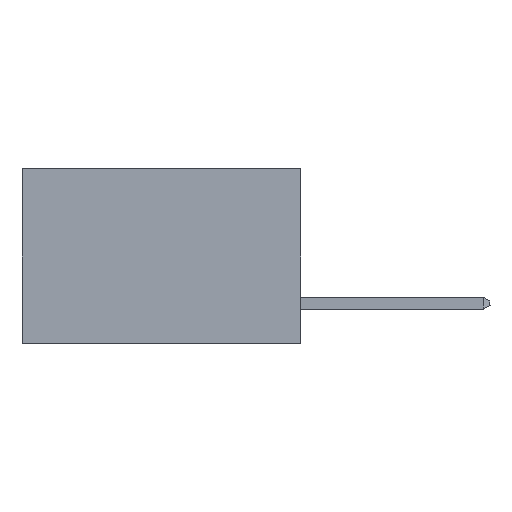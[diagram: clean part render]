
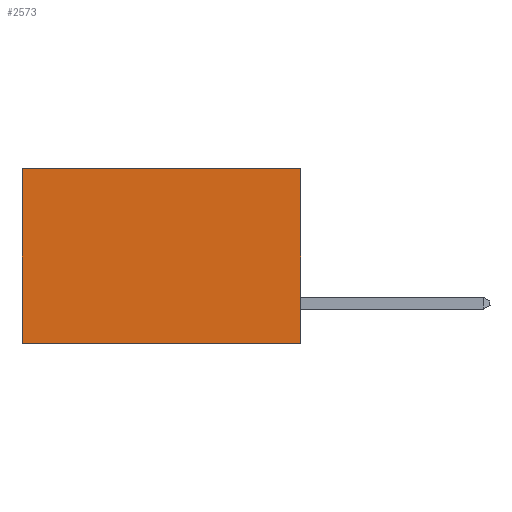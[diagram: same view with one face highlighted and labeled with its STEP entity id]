
A CAD part, left-side view. The second image highlights one B-rep face of the part: STEP entity #2573.
In plain terms, the highlighted planar face has unit normal (-1, 0, 0).
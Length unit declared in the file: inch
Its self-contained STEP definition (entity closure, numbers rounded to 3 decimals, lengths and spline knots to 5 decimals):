
#46 = EDGE_CURVE ( 'NONE', #17409, #15328, #9675, .T. ) ;
#299 = EDGE_CURVE ( 'NONE', #17409, #7021, #15831, .T. ) ;
#453 = EDGE_CURVE ( 'NONE', #15328, #12463, #16863, .T. ) ;
#688 = AXIS2_PLACEMENT_3D ( 'NONE', #16595, #16523, #16388 ) ;
#2284 = VECTOR ( 'NONE', #12926, 39.37008 ) ;
#2492 = VECTOR ( 'NONE', #10197, 39.37008 ) ;
#2573 = ADVANCED_FACE ( 'NONE', ( #3664 ), #16993, .F. ) ;
#2700 = DIRECTION ( 'NONE',  ( 0., 1., 0. ) ) ;
#3664 = FACE_OUTER_BOUND ( 'NONE', #5374, .T. ) ;
#3987 = CARTESIAN_POINT ( 'NONE',  ( 0.277, 0.59, 0. ) ) ;
#4571 = ORIENTED_EDGE ( 'NONE', *, *, #46, .T. ) ;
#4782 = CARTESIAN_POINT ( 'NONE',  ( 0.277, 0., -0.37 ) ) ;
#4995 = VECTOR ( 'NONE', #13377, 39.37008 ) ;
#5268 = CARTESIAN_POINT ( 'NONE',  ( 0.277, 0.59, -0.37 ) ) ;
#5374 = EDGE_LOOP ( 'NONE', ( #13855, #7845, #15891, #4571 ) ) ;
#7021 = VERTEX_POINT ( 'NONE', #10068 ) ;
#7845 = ORIENTED_EDGE ( 'NONE', *, *, #12883, .F. ) ;
#9433 = CARTESIAN_POINT ( 'NONE',  ( 0.277, 0.59, -0.37 ) ) ;
#9675 = LINE ( 'NONE', #9942, #16032 ) ;
#9942 = CARTESIAN_POINT ( 'NONE',  ( 0.277, 0., 0. ) ) ;
#10068 = CARTESIAN_POINT ( 'NONE',  ( 0.277, 0., -0.37 ) ) ;
#10197 = DIRECTION ( 'NONE',  ( 0., 0., -1. ) ) ;
#12463 = VERTEX_POINT ( 'NONE', #9433 ) ;
#12661 = LINE ( 'NONE', #4782, #2284 ) ;
#12883 = EDGE_CURVE ( 'NONE', #7021, #12463, #12661, .T. ) ;
#12926 = DIRECTION ( 'NONE',  ( 0., 1., 0. ) ) ;
#13377 = DIRECTION ( 'NONE',  ( 0., 0., -1. ) ) ;
#13754 = CARTESIAN_POINT ( 'NONE',  ( 0.277, 0., 0. ) ) ;
#13855 = ORIENTED_EDGE ( 'NONE', *, *, #453, .T. ) ;
#15328 = VERTEX_POINT ( 'NONE', #3987 ) ;
#15831 = LINE ( 'NONE', #16987, #4995 ) ;
#15891 = ORIENTED_EDGE ( 'NONE', *, *, #299, .F. ) ;
#16032 = VECTOR ( 'NONE', #2700, 39.37008 ) ;
#16388 = DIRECTION ( 'NONE',  ( 0., 0., -1. ) ) ;
#16523 = DIRECTION ( 'NONE',  ( 1., 0., 0. ) ) ;
#16595 = CARTESIAN_POINT ( 'NONE',  ( 0.277, 0., -0.37 ) ) ;
#16863 = LINE ( 'NONE', #5268, #2492 ) ;
#16987 = CARTESIAN_POINT ( 'NONE',  ( 0.277, 0., -0.37 ) ) ;
#16993 = PLANE ( 'NONE',  #688 ) ;
#17409 = VERTEX_POINT ( 'NONE', #13754 ) ;
